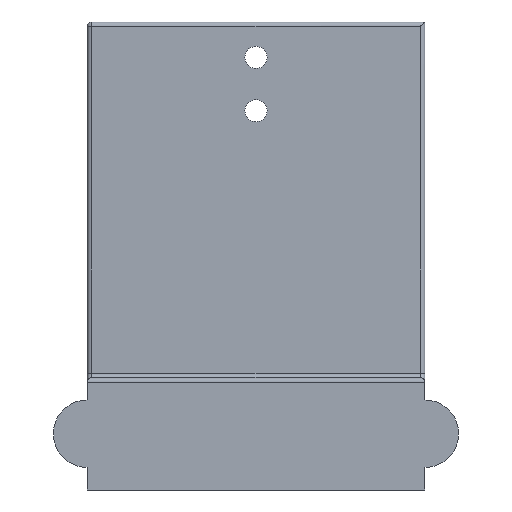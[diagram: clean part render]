
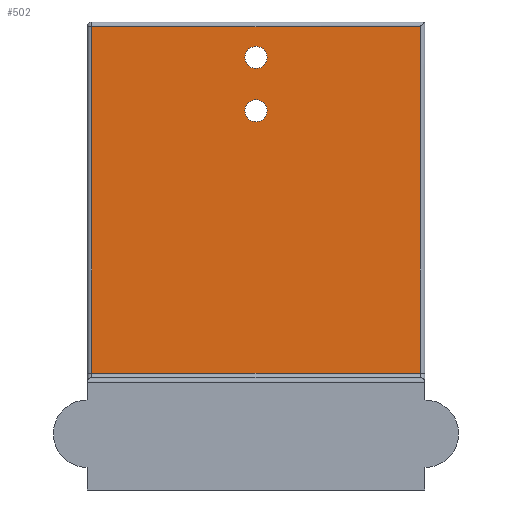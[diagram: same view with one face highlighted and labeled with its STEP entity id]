
A CAD part, left-side view. The second image highlights one B-rep face of the part: STEP entity #502.
In plain terms, the highlighted planar face has unit normal (-1, 0, 0).
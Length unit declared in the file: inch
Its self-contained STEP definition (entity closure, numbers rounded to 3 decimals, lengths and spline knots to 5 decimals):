
#9 = VERTEX_POINT ( 'NONE', #691 ) ;
#13 = VERTEX_POINT ( 'NONE', #1143 ) ;
#14 = CIRCLE ( 'NONE', #384, 0.04921 ) ;
#47 = DIRECTION ( 'NONE',  ( 0., 0., 1. ) ) ;
#62 = DIRECTION ( 'NONE',  ( 1., 0., 0. ) ) ;
#72 = EDGE_LOOP ( 'NONE', ( #417, #536, #377, #120 ) ) ;
#80 = CARTESIAN_POINT ( 'NONE',  ( 0.19685, -0.75, 0.26874 ) ) ;
#95 = CIRCLE ( 'NONE', #1075, 0.04921 ) ;
#98 = LINE ( 'NONE', #988, #627 ) ;
#112 = EDGE_LOOP ( 'NONE', ( #1110, #668 ) ) ;
#120 = ORIENTED_EDGE ( 'NONE', *, *, #949, .T. ) ;
#143 = ORIENTED_EDGE ( 'NONE', *, *, #616, .T. ) ;
#153 = VECTOR ( 'NONE', #47, 39.37008 ) ;
#161 = DIRECTION ( 'NONE',  ( 0., 1., 0. ) ) ;
#169 = DIRECTION ( 'NONE',  ( 0., 1., 0. ) ) ;
#185 = DIRECTION ( 'NONE',  ( 0., 1., 0. ) ) ;
#199 = VERTEX_POINT ( 'NONE', #457 ) ;
#226 = VECTOR ( 'NONE', #161, 39.37008 ) ;
#283 = CARTESIAN_POINT ( 'NONE',  ( 0.19685, 0., 1.67126 ) ) ;
#310 = CIRCLE ( 'NONE', #880, 0.04921 ) ;
#311 = FACE_BOUND ( 'NONE', #834, .T. ) ;
#320 = FACE_BOUND ( 'NONE', #112, .T. ) ;
#349 = DIRECTION ( 'NONE',  ( 0., -1., 0. ) ) ;
#377 = ORIENTED_EDGE ( 'NONE', *, *, #826, .T. ) ;
#384 = AXIS2_PLACEMENT_3D ( 'NONE', #805, #62, #169 ) ;
#409 = CARTESIAN_POINT ( 'NONE',  ( 0.19685, 0., 1.43504 ) ) ;
#417 = ORIENTED_EDGE ( 'NONE', *, *, #1013, .T. ) ;
#419 = FACE_OUTER_BOUND ( 'NONE', #72, .T. ) ;
#430 = VERTEX_POINT ( 'NONE', #1102 ) ;
#457 = CARTESIAN_POINT ( 'NONE',  ( 0.19685, -0.04921, 1.67126 ) ) ;
#482 = EDGE_CURVE ( 'NONE', #13, #567, #310, .T. ) ;
#502 = ADVANCED_FACE ( 'NONE', ( #419, #311, #320 ), #1059, .F. ) ;
#536 = ORIENTED_EDGE ( 'NONE', *, *, #578, .T. ) ;
#550 = VERTEX_POINT ( 'NONE', #1151 ) ;
#559 = ORIENTED_EDGE ( 'NONE', *, *, #702, .T. ) ;
#567 = VERTEX_POINT ( 'NONE', #858 ) ;
#578 = EDGE_CURVE ( 'NONE', #9, #796, #799, .T. ) ;
#584 = CARTESIAN_POINT ( 'NONE',  ( 0.19685, -0.75, 1.82874 ) ) ;
#587 = VERTEX_POINT ( 'NONE', #632 ) ;
#589 = DIRECTION ( 'NONE',  ( 1., 0., 0. ) ) ;
#597 = CARTESIAN_POINT ( 'NONE',  ( 0.19685, 0.75, 1.80874 ) ) ;
#616 = EDGE_CURVE ( 'NONE', #430, #199, #14, .T. ) ;
#627 = VECTOR ( 'NONE', #1179, 39.37008 ) ;
#632 = CARTESIAN_POINT ( 'NONE',  ( 0.19685, 0.73, 1.80874 ) ) ;
#649 = CARTESIAN_POINT ( 'NONE',  ( 0.19685, -0.73, 0.26874 ) ) ;
#668 = ORIENTED_EDGE ( 'NONE', *, *, #482, .T. ) ;
#671 = VECTOR ( 'NONE', #349, 39.37008 ) ;
#691 = CARTESIAN_POINT ( 'NONE',  ( 0.19685, 0.73, 0.26874 ) ) ;
#702 = EDGE_CURVE ( 'NONE', #199, #430, #95, .T. ) ;
#774 = LINE ( 'NONE', #1050, #153 ) ;
#796 = VERTEX_POINT ( 'NONE', #649 ) ;
#799 = LINE ( 'NONE', #80, #671 ) ;
#805 = CARTESIAN_POINT ( 'NONE',  ( 0.19685, 0., 1.67126 ) ) ;
#819 = AXIS2_PLACEMENT_3D ( 'NONE', #584, #589, #1045 ) ;
#826 = EDGE_CURVE ( 'NONE', #796, #550, #774, .T. ) ;
#830 = DIRECTION ( 'NONE',  ( 1., 0., 0. ) ) ;
#834 = EDGE_LOOP ( 'NONE', ( #559, #143 ) ) ;
#844 = CARTESIAN_POINT ( 'NONE',  ( 0.19685, 0., 1.43504 ) ) ;
#851 = DIRECTION ( 'NONE',  ( 0., 1., 0. ) ) ;
#858 = CARTESIAN_POINT ( 'NONE',  ( 0.19685, -0.04921, 1.43504 ) ) ;
#880 = AXIS2_PLACEMENT_3D ( 'NONE', #409, #1144, #851 ) ;
#941 = DIRECTION ( 'NONE',  ( 0., 1., 0. ) ) ;
#949 = EDGE_CURVE ( 'NONE', #550, #587, #1072, .T. ) ;
#988 = CARTESIAN_POINT ( 'NONE',  ( 0.19685, 0.73, 1.82874 ) ) ;
#1013 = EDGE_CURVE ( 'NONE', #587, #9, #98, .T. ) ;
#1045 = DIRECTION ( 'NONE',  ( 0., 1., 0. ) ) ;
#1050 = CARTESIAN_POINT ( 'NONE',  ( 0.19685, -0.73, 1.82874 ) ) ;
#1059 = PLANE ( 'NONE',  #819 ) ;
#1060 = DIRECTION ( 'NONE',  ( 1., 0., 0. ) ) ;
#1072 = LINE ( 'NONE', #597, #226 ) ;
#1075 = AXIS2_PLACEMENT_3D ( 'NONE', #283, #830, #185 ) ;
#1102 = CARTESIAN_POINT ( 'NONE',  ( 0.19685, 0.04921, 1.67126 ) ) ;
#1110 = ORIENTED_EDGE ( 'NONE', *, *, #1192, .T. ) ;
#1124 = AXIS2_PLACEMENT_3D ( 'NONE', #844, #1060, #941 ) ;
#1140 = CIRCLE ( 'NONE', #1124, 0.04921 ) ;
#1143 = CARTESIAN_POINT ( 'NONE',  ( 0.19685, 0.04921, 1.43504 ) ) ;
#1144 = DIRECTION ( 'NONE',  ( 1., 0., 0. ) ) ;
#1151 = CARTESIAN_POINT ( 'NONE',  ( 0.19685, -0.73, 1.80874 ) ) ;
#1179 = DIRECTION ( 'NONE',  ( 0., 0., -1. ) ) ;
#1192 = EDGE_CURVE ( 'NONE', #567, #13, #1140, .T. ) ;
